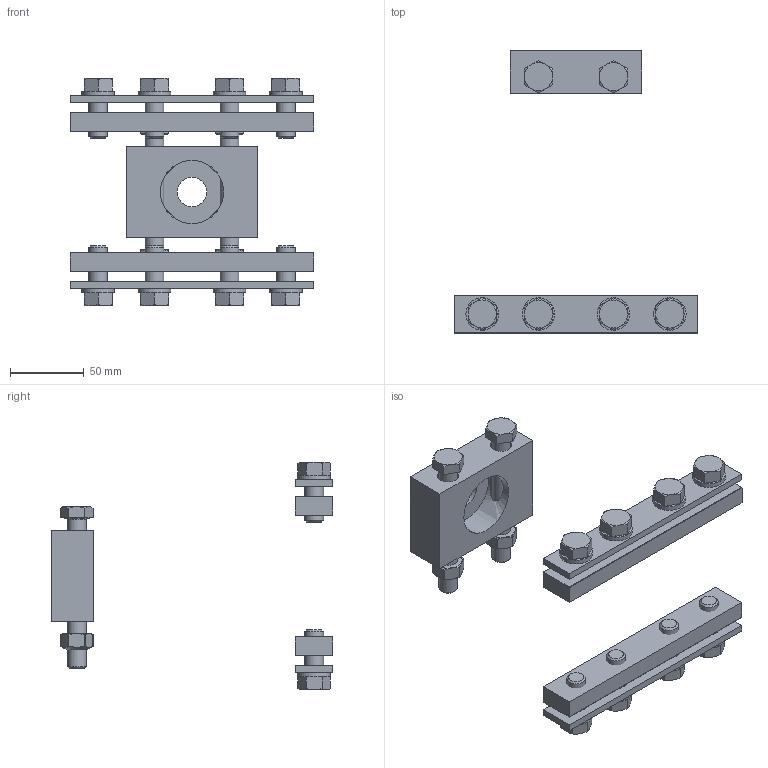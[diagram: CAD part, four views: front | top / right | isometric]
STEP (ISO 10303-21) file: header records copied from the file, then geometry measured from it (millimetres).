
FILE_DESCRIPTION((''),'2;1');
FILE_NAME('25552 ETA-8 BOLTED SPLICE ASSY.stp','2009-11-19T07:33:54',('jholman'),(''),'Autodesk Inventor 2009','Autodesk Inventor 2009','');
FILE_SCHEMA(('AUTOMOTIVE_DESIGN { 1 0 10303 214 1 1 1 1 }'));
Length unit declared in the file: inch
Products named in the file (9): 3D11NEF4D; 3D11YMD4C; 3D11WMD4B; 3D11XMD4B; Regular Helical Spring Lock Washer (Inch) 1/2 Regular. Carbon Steel; Hex Bolt - UNC (Regular Thread - Inch) 1/2-13 UNC - 1; 3D11BOD4B; Hex Cap Screw - Inch 1/2-13 UNC - 4; Prevailing Torque Type Hex Nut - UNC (Regular Thread - Inch)  (IFI) 1/2 - 13 Metal Type
Assembly tree (17 placements, depth 3):
  3D11NEF4D
    3D11YMD4C  x2
      3D11WMD4B
      3D11XMD4B
      Regular Helical Spring Lock Washer (Inch) 1/2 Regular. Carbon Steel
      Hex Bolt - UNC (Regular Thread - Inch) 1/2-13 UNC - 1
    3D11BOD4B
    Hex Cap Screw - Inch 1/2-13 UNC - 4  x2
    Prevailing Torque Type Hex Nut - UNC (Regular Thread - Inch)  (IFI) 1/2 - 13 Metal Type  x2
Bounding box: 165.1 x 190.9 x 153.99 mm (x, y, z)
Volume: 335095.6 mm3; surface area: 113624.2 mm2
Topology: 25 solids, 25 shells, 527 faces, 1185 edges, 703 vertices
Faces by surface type: plane 218, bspline 133, cone 88, cylinder 52, sphere 24, torus 12
Full cylindrical faces by diameter (mm): 12.7 x10, 17.145 x2, 19.05 x8
Entity records: 7420 total; most frequent: CARTESIAN_POINT 3479, ORIENTED_EDGE 742, DIRECTION 730, EDGE_CURVE 371, AXIS2_PLACEMENT_3D 321, EDGE_LOOP 234, VERTEX_POINT 233, CIRCLE 185
